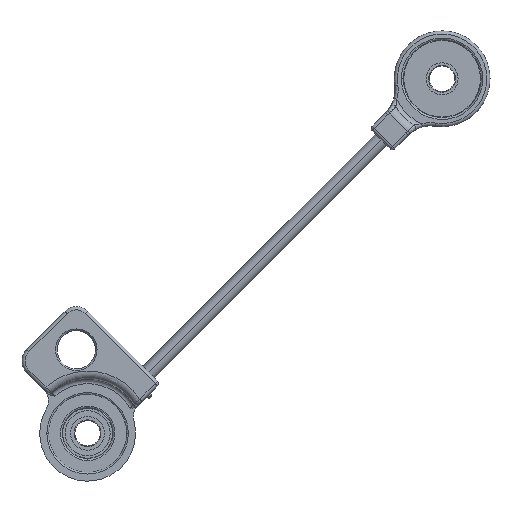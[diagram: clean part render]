
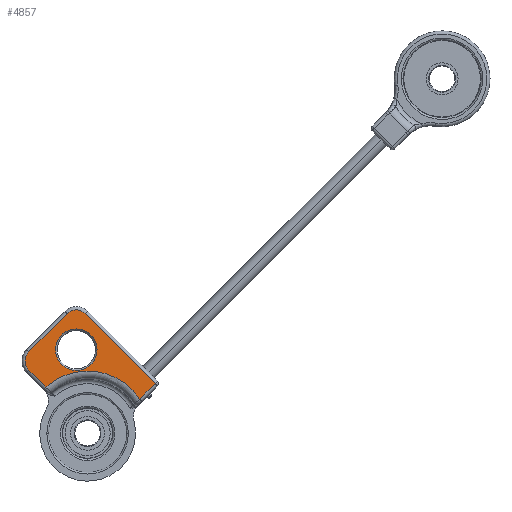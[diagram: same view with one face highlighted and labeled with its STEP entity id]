
A CAD part, front view. The second image highlights one B-rep face of the part: STEP entity #4857.
In plain terms, the highlighted planar face has unit normal (0, -1, 0).
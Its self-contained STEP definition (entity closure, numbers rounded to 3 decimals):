
#4538 = VERTEX_POINT('',#4539);
#4539 = CARTESIAN_POINT('',(-16.324,-9.,-10.667));
#4563 = EDGE_CURVE('',#4564,#4538,#4566,.T.);
#4564 = VERTEX_POINT('',#4565);
#4565 = CARTESIAN_POINT('',(13.063,-9.,-14.478));
#4566 = CIRCLE('',#4567,19.5);
#4567 = AXIS2_PLACEMENT_3D('',#4568,#4569,#4570);
#4568 = CARTESIAN_POINT('',(0.,-9.,0.));
#4569 = DIRECTION('',(0.,1.,0.));
#4570 = DIRECTION('',(0.67,0.,-0.742));
#4837 = VERTEX_POINT('',#4838);
#4838 = CARTESIAN_POINT('',(18.385,-9.,-19.799));
#4847 = EDGE_CURVE('',#4837,#4564,#4848,.T.);
#4848 = LINE('',#4849,#4850);
#4849 = CARTESIAN_POINT('',(18.385,-9.,-19.799));
#4850 = VECTOR('',#4851,1.);
#4851 = DIRECTION('',(-0.707,0.,0.707));
#4857 = ADVANCED_FACE('',(#4858,#4902),#4922,.F.);
#4858 = FACE_BOUND('',#4859,.F.);
#4859 = EDGE_LOOP('',(#4860,#4861,#4862,#4871,#4879,#4888,#4896));
#4860 = ORIENTED_EDGE('',*,*,#4563,.F.);
#4861 = ORIENTED_EDGE('',*,*,#4847,.F.);
#4862 = ORIENTED_EDGE('',*,*,#4863,.F.);
#4863 = EDGE_CURVE('',#4864,#4837,#4866,.T.);
#4864 = VERTEX_POINT('',#4865);
#4865 = CARTESIAN_POINT('',(18.385,-9.,-25.456));
#4866 = CIRCLE('',#4867,4.);
#4867 = AXIS2_PLACEMENT_3D('',#4868,#4869,#4870);
#4868 = CARTESIAN_POINT('',(15.556,-9.,-22.627));
#4869 = DIRECTION('',(0.,-1.,0.));
#4870 = DIRECTION('',(0.707,0.,-0.707));
#4871 = ORIENTED_EDGE('',*,*,#4872,.F.);
#4872 = EDGE_CURVE('',#4873,#4864,#4875,.T.);
#4873 = VERTEX_POINT('',#4874);
#4874 = CARTESIAN_POINT('',(6.364,-9.,-37.477));
#4875 = LINE('',#4876,#4877);
#4876 = CARTESIAN_POINT('',(6.364,-9.,-37.477));
#4877 = VECTOR('',#4878,1.);
#4878 = DIRECTION('',(0.707,0.,0.707));
#4879 = ORIENTED_EDGE('',*,*,#4880,.F.);
#4880 = EDGE_CURVE('',#4881,#4873,#4883,.T.);
#4881 = VERTEX_POINT('',#4882);
#4882 = CARTESIAN_POINT('',(0.707,-9.,-37.477));
#4883 = CIRCLE('',#4884,4.);
#4884 = AXIS2_PLACEMENT_3D('',#4885,#4886,#4887);
#4885 = CARTESIAN_POINT('',(3.536,-9.,-34.648));
#4886 = DIRECTION('',(0.,-1.,0.));
#4887 = DIRECTION('',(-0.707,-0.,-0.707));
#4888 = ORIENTED_EDGE('',*,*,#4889,.F.);
#4889 = EDGE_CURVE('',#4890,#4881,#4892,.T.);
#4890 = VERTEX_POINT('',#4891);
#4891 = CARTESIAN_POINT('',(-21.213,-9.,-15.556));
#4892 = LINE('',#4893,#4894);
#4893 = CARTESIAN_POINT('',(-21.213,-9.,-15.556));
#4894 = VECTOR('',#4895,1.);
#4895 = DIRECTION('',(0.707,0.,-0.707));
#4896 = ORIENTED_EDGE('',*,*,#4897,.F.);
#4897 = EDGE_CURVE('',#4538,#4890,#4898,.T.);
#4898 = LINE('',#4899,#4900);
#4899 = CARTESIAN_POINT('',(-16.324,-9.,-10.667));
#4900 = VECTOR('',#4901,1.);
#4901 = DIRECTION('',(-0.707,0.,-0.707));
#4902 = FACE_BOUND('',#4903,.F.);
#4903 = EDGE_LOOP('',(#4904,#4915));
#4904 = ORIENTED_EDGE('',*,*,#4905,.F.);
#4905 = EDGE_CURVE('',#4906,#4908,#4910,.T.);
#4906 = VERTEX_POINT('',#4907);
#4907 = CARTESIAN_POINT('',(3.536,-9.,-19.663));
#4908 = VERTEX_POINT('',#4909);
#4909 = CARTESIAN_POINT('',(3.536,-9.,-32.663));
#4910 = CIRCLE('',#4911,6.5);
#4911 = AXIS2_PLACEMENT_3D('',#4912,#4913,#4914);
#4912 = CARTESIAN_POINT('',(3.536,-9.,-26.163));
#4913 = DIRECTION('',(0.,1.,0.));
#4914 = DIRECTION('',(0.,-0.,1.));
#4915 = ORIENTED_EDGE('',*,*,#4916,.F.);
#4916 = EDGE_CURVE('',#4908,#4906,#4917,.T.);
#4917 = CIRCLE('',#4918,6.5);
#4918 = AXIS2_PLACEMENT_3D('',#4919,#4920,#4921);
#4919 = CARTESIAN_POINT('',(3.536,-9.,-26.163));
#4920 = DIRECTION('',(0.,1.,0.));
#4921 = DIRECTION('',(0.,0.,-1.));
#4922 = PLANE('',#4923);
#4923 = AXIS2_PLACEMENT_3D('',#4924,#4925,#4926);
#4924 = CARTESIAN_POINT('',(0.,-9.,0.));
#4925 = DIRECTION('',(0.,1.,0.));
#4926 = DIRECTION('',(0.,-0.,1.));
